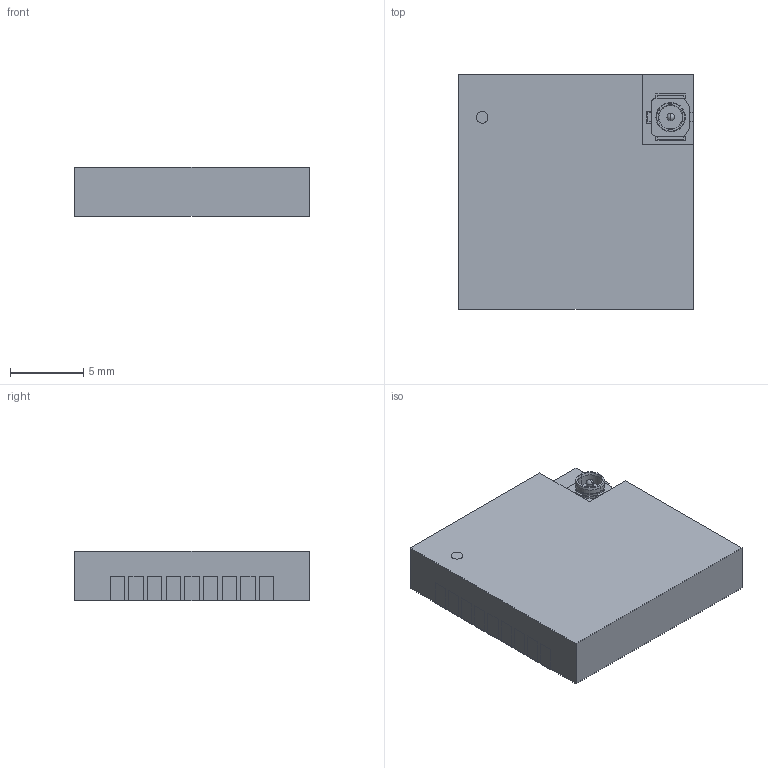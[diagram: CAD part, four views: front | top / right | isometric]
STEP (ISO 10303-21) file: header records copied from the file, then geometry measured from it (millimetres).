
FILE_DESCRIPTION (( 'STEP AP214' ), '1' );
FILE_NAME ('MOD18_RA-08H_AIT COM CONECTOR.STEP', '2023-12-09T00:15:25', ( '' ), ( '' ), 'SwSTEP 2.0', 'SolidWorks 2019', '' );
FILE_SCHEMA (( 'AUTOMOTIVE_DESIGN' ));
Length unit declared in the file: millimetre
Products named in the file (3): CONECTOR IPEX; MOD18_RA-08H_AIT; MOD18_RA-08H_AIT COM CONECTOR
Assembly tree (2 placements, depth 2):
  MOD18_RA-08H_AIT COM CONECTOR
    MOD18_RA-08H_AIT
    CONECTOR IPEX
Bounding box: 16 x 16 x 3.41 mm (x, y, z)
Volume: 840.8 mm3; surface area: 867.1 mm2
Topology: 21 solids, 21 shells, 205 faces, 455 edges, 299 vertices
Faces by surface type: plane 181, cylinder 14, cone 8, sphere 2
Entity records: 6251 total; most frequent: CARTESIAN_POINT 1768, ORIENTED_EDGE 902, DIRECTION 639, EDGE_CURVE 451, VERTEX_POINT 297, B_SPLINE_CURVE_WITH_KNOTS 270, AXIS2_PLACEMENT_3D 248, EDGE_LOOP 214
